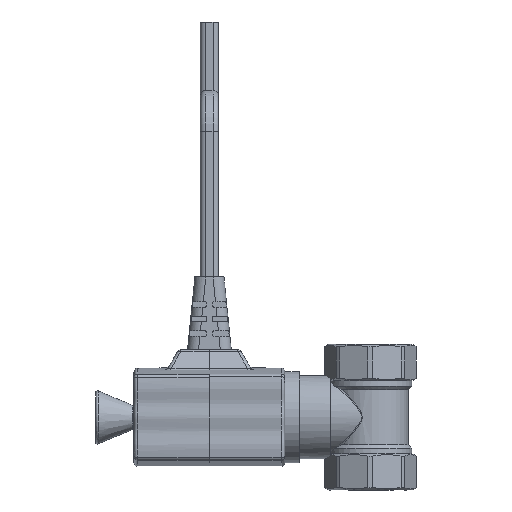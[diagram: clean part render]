
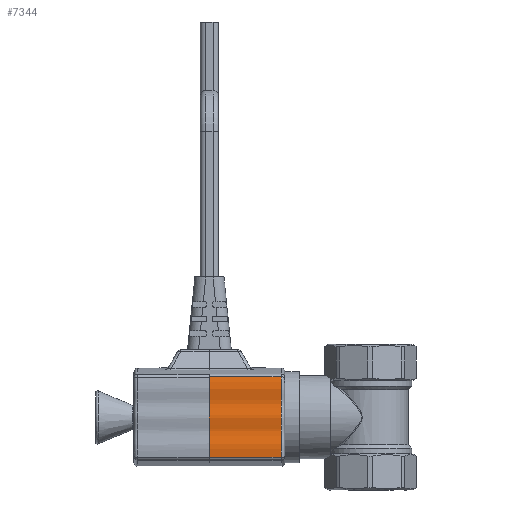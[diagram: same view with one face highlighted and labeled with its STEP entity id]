
A CAD part, left-side view. The second image highlights one B-rep face of the part: STEP entity #7344.
In plain terms, the highlighted free-form (B-spline) face has degree [3, 1] with [14, 2] control points.
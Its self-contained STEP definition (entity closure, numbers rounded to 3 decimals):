
#192=B_SPLINE_SURFACE_WITH_KNOTS('',3,1,((#21773,#21774),(#21775,#21776),
(#21777,#21778),(#21779,#21780),(#21781,#21782),(#21783,#21784),(#21785,
#21786),(#21787,#21788),(#21789,#21790),(#21791,#21792),(#21793,#21794),
(#21795,#21796),(#21797,#21798),(#21799,#21800)),.UNSPECIFIED.,.F.,.F.,
 .F.,(4,2,2,2,2,2,4),(2,2),(0.039,0.167,0.333,
0.5,0.667,0.833,0.961),
(0.,2.364),.UNSPECIFIED.);
#734=B_SPLINE_CURVE_WITH_KNOTS('',3,(#21520,#21521,#21522,#21523,#21524,
#21525,#21526,#21527,#21528,#21529,#21530,#21531,#21532,#21533),
 .UNSPECIFIED.,.F.,.F.,(4,2,2,2,2,2,4),(0.039,0.167,
0.333,0.5,0.667,0.833,
0.961),.UNSPECIFIED.);
#744=B_SPLINE_CURVE_WITH_KNOTS('',3,(#21803,#21804,#21805,#21806,#21807,
#21808,#21809,#21810,#21811,#21812,#21813,#21814,#21815,#21816),
 .UNSPECIFIED.,.F.,.F.,(4,2,2,2,2,2,4),(0.039,0.167,
0.333,0.5,0.667,0.833,
0.961),.UNSPECIFIED.);
#1101=FACE_OUTER_BOUND('',#1541,.T.);
#1541=EDGE_LOOP('',(#6532,#6533,#6534,#6535));
#2067=LINE('',#21817,#2609);
#2068=LINE('',#21818,#2610);
#2609=VECTOR('',#10146,1000.);
#2610=VECTOR('',#10147,1000.);
#3545=VERTEX_POINT('',#21517);
#3546=VERTEX_POINT('',#21519);
#3599=VERTEX_POINT('',#21801);
#3600=VERTEX_POINT('',#21802);
#4537=EDGE_CURVE('',#3545,#3546,#734,.T.);
#4594=EDGE_CURVE('',#3599,#3600,#744,.T.);
#4595=EDGE_CURVE('',#3600,#3546,#2067,.T.);
#4596=EDGE_CURVE('',#3545,#3599,#2068,.T.);
#6532=ORIENTED_EDGE('',*,*,#4594,.T.);
#6533=ORIENTED_EDGE('',*,*,#4595,.T.);
#6534=ORIENTED_EDGE('',*,*,#4537,.F.);
#6535=ORIENTED_EDGE('',*,*,#4596,.T.);
#7344=ADVANCED_FACE('',(#1101),#192,.F.);
#10146=DIRECTION('',(0.,1.,0.));
#10147=DIRECTION('',(0.,-1.,0.));
#21517=CARTESIAN_POINT('',(15.307,18.7,11.06));
#21519=CARTESIAN_POINT('',(15.307,18.7,-11.06));
#21520=CARTESIAN_POINT('Ctrl Pts',(15.307,18.7,11.06));
#21521=CARTESIAN_POINT('Ctrl Pts',(15.502,18.7,10.16));
#21522=CARTESIAN_POINT('Ctrl Pts',(15.6,18.7,8.689));
#21523=CARTESIAN_POINT('Ctrl Pts',(15.6,18.7,6.629));
#21524=CARTESIAN_POINT('Ctrl Pts',(15.1,18.7,5.065));
#21525=CARTESIAN_POINT('Ctrl Pts',(15.1,18.7,2.731));
#21526=CARTESIAN_POINT('Ctrl Pts',(15.6,18.7,1.167));
#21527=CARTESIAN_POINT('Ctrl Pts',(15.6,18.7,-1.167));
#21528=CARTESIAN_POINT('Ctrl Pts',(15.092,18.7,-2.731));
#21529=CARTESIAN_POINT('Ctrl Pts',(15.092,18.7,-5.065));
#21530=CARTESIAN_POINT('Ctrl Pts',(15.6,18.7,-6.629));
#21531=CARTESIAN_POINT('Ctrl Pts',(15.6,18.7,-8.689));
#21532=CARTESIAN_POINT('Ctrl Pts',(15.502,18.7,-10.16));
#21533=CARTESIAN_POINT('Ctrl Pts',(15.307,18.7,-11.06));
#21773=CARTESIAN_POINT('Ctrl Pts',(15.307,18.7,11.06));
#21774=CARTESIAN_POINT('Ctrl Pts',(15.307,-4.94,11.06));
#21775=CARTESIAN_POINT('Ctrl Pts',(15.502,18.7,10.16));
#21776=CARTESIAN_POINT('Ctrl Pts',(15.502,-4.94,10.16));
#21777=CARTESIAN_POINT('Ctrl Pts',(15.6,18.7,8.689));
#21778=CARTESIAN_POINT('Ctrl Pts',(15.6,-4.94,8.689));
#21779=CARTESIAN_POINT('Ctrl Pts',(15.6,18.7,6.629));
#21780=CARTESIAN_POINT('Ctrl Pts',(15.6,-4.94,6.629));
#21781=CARTESIAN_POINT('Ctrl Pts',(15.1,18.7,5.065));
#21782=CARTESIAN_POINT('Ctrl Pts',(15.1,-4.94,5.065));
#21783=CARTESIAN_POINT('Ctrl Pts',(15.1,18.7,2.731));
#21784=CARTESIAN_POINT('Ctrl Pts',(15.1,-4.94,2.731));
#21785=CARTESIAN_POINT('Ctrl Pts',(15.6,18.7,1.167));
#21786=CARTESIAN_POINT('Ctrl Pts',(15.6,-4.94,1.167));
#21787=CARTESIAN_POINT('Ctrl Pts',(15.6,18.7,-1.167));
#21788=CARTESIAN_POINT('Ctrl Pts',(15.6,-4.94,-1.167));
#21789=CARTESIAN_POINT('Ctrl Pts',(15.092,18.7,-2.731));
#21790=CARTESIAN_POINT('Ctrl Pts',(15.092,-4.94,-2.731));
#21791=CARTESIAN_POINT('Ctrl Pts',(15.092,18.7,-5.065));
#21792=CARTESIAN_POINT('Ctrl Pts',(15.092,-4.94,-5.065));
#21793=CARTESIAN_POINT('Ctrl Pts',(15.6,18.7,-6.629));
#21794=CARTESIAN_POINT('Ctrl Pts',(15.6,-4.94,-6.629));
#21795=CARTESIAN_POINT('Ctrl Pts',(15.6,18.7,-8.689));
#21796=CARTESIAN_POINT('Ctrl Pts',(15.6,-4.94,-8.689));
#21797=CARTESIAN_POINT('Ctrl Pts',(15.502,18.7,-10.16));
#21798=CARTESIAN_POINT('Ctrl Pts',(15.502,-4.94,-10.16));
#21799=CARTESIAN_POINT('Ctrl Pts',(15.307,18.7,-11.06));
#21800=CARTESIAN_POINT('Ctrl Pts',(15.307,-4.94,-11.06));
#21801=CARTESIAN_POINT('',(15.307,-1.,11.06));
#21802=CARTESIAN_POINT('',(15.307,-1.,-11.06));
#21803=CARTESIAN_POINT('Ctrl Pts',(15.307,-1.,11.06));
#21804=CARTESIAN_POINT('Ctrl Pts',(15.502,-1.,10.16));
#21805=CARTESIAN_POINT('Ctrl Pts',(15.6,-1.,8.689));
#21806=CARTESIAN_POINT('Ctrl Pts',(15.6,-1.,6.629));
#21807=CARTESIAN_POINT('Ctrl Pts',(15.1,-1.,5.065));
#21808=CARTESIAN_POINT('Ctrl Pts',(15.1,-1.,2.731));
#21809=CARTESIAN_POINT('Ctrl Pts',(15.6,-1.,1.167));
#21810=CARTESIAN_POINT('Ctrl Pts',(15.6,-1.,-1.167));
#21811=CARTESIAN_POINT('Ctrl Pts',(15.092,-1.,-2.731));
#21812=CARTESIAN_POINT('Ctrl Pts',(15.092,-1.,-5.065));
#21813=CARTESIAN_POINT('Ctrl Pts',(15.6,-1.,-6.629));
#21814=CARTESIAN_POINT('Ctrl Pts',(15.6,-1.,-8.689));
#21815=CARTESIAN_POINT('Ctrl Pts',(15.502,-1.,-10.16));
#21816=CARTESIAN_POINT('Ctrl Pts',(15.307,-1.,-11.06));
#21817=CARTESIAN_POINT('',(15.307,-1.,-11.06));
#21818=CARTESIAN_POINT('',(15.307,18.7,11.06));
